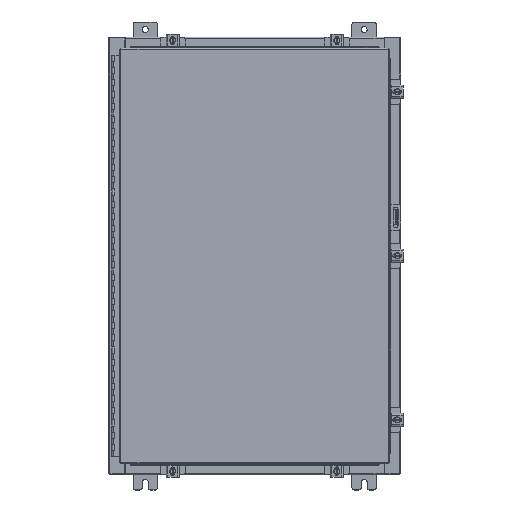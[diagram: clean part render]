
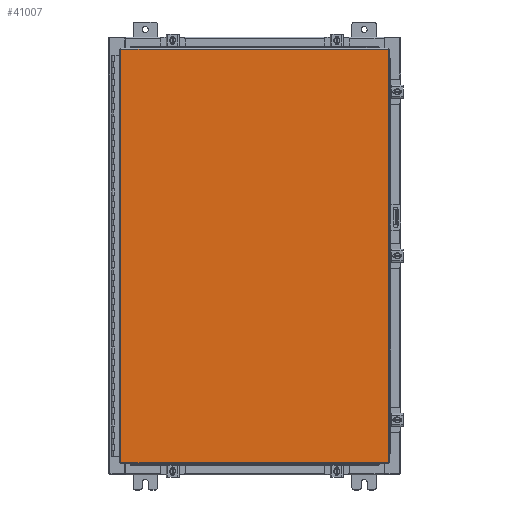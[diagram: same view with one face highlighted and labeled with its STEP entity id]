
A CAD part, top view. The second image highlights one B-rep face of the part: STEP entity #41007.
In plain terms, the highlighted planar face has unit normal (0, 0, 1).
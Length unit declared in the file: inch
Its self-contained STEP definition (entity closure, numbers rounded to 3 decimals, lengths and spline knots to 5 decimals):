
#63 = FACE_OUTER_BOUND ( 'NONE', #3954, .T. ) ;
#2254 = DIRECTION ( 'NONE',  ( 0., -1., 0. ) ) ;
#2333 = VERTEX_POINT ( 'NONE', #13436 ) ;
#2519 = CARTESIAN_POINT ( 'NONE',  ( -10.9903, 17.0063, 0. ) ) ;
#2532 = VERTEX_POINT ( 'NONE', #3910 ) ;
#2844 = LINE ( 'NONE', #31362, #20154 ) ;
#3665 = EDGE_CURVE ( 'NONE', #2333, #39009, #26382, .T. ) ;
#3910 = CARTESIAN_POINT ( 'NONE',  ( 10.9903, 17.0063, 0. ) ) ;
#3954 = EDGE_LOOP ( 'NONE', ( #17596, #29730, #15653, #4240 ) ) ;
#3986 = DIRECTION ( 'NONE',  ( 0., 0., -1. ) ) ;
#4240 = ORIENTED_EDGE ( 'NONE', *, *, #6809, .T. ) ;
#5402 = EDGE_CURVE ( 'NONE', #2532, #19852, #2844, .T. ) ;
#6809 = EDGE_CURVE ( 'NONE', #19852, #2333, #13299, .T. ) ;
#7616 = VECTOR ( 'NONE', #35708, 39.37008 ) ;
#12784 = EDGE_CURVE ( 'NONE', #39009, #2532, #41038, .T. ) ;
#13299 = LINE ( 'NONE', #2519, #20873 ) ;
#13436 = CARTESIAN_POINT ( 'NONE',  ( -10.9903, -17.0063, 0. ) ) ;
#15653 = ORIENTED_EDGE ( 'NONE', *, *, #5402, .T. ) ;
#16948 = PLANE ( 'NONE',  #37929 ) ;
#17596 = ORIENTED_EDGE ( 'NONE', *, *, #3665, .T. ) ;
#17742 = VECTOR ( 'NONE', #17975, 39.37008 ) ;
#17975 = DIRECTION ( 'NONE',  ( 1., 0., 0. ) ) ;
#19852 = VERTEX_POINT ( 'NONE', #20559 ) ;
#20154 = VECTOR ( 'NONE', #30896, 39.37008 ) ;
#20559 = CARTESIAN_POINT ( 'NONE',  ( -10.9903, 17.0063, 0. ) ) ;
#20873 = VECTOR ( 'NONE', #2254, 39.37008 ) ;
#26382 = LINE ( 'NONE', #37725, #17742 ) ;
#26738 = DIRECTION ( 'NONE',  ( -1., 0., 0. ) ) ;
#28453 = CARTESIAN_POINT ( 'NONE',  ( 10.9903, -17.0063, 0. ) ) ;
#29730 = ORIENTED_EDGE ( 'NONE', *, *, #12784, .T. ) ;
#30896 = DIRECTION ( 'NONE',  ( -1., 0., 0. ) ) ;
#31362 = CARTESIAN_POINT ( 'NONE',  ( 10.9903, 17.0063, 0. ) ) ;
#33062 = CARTESIAN_POINT ( 'NONE',  ( 0., 0., 0. ) ) ;
#35656 = CARTESIAN_POINT ( 'NONE',  ( 10.9903, -17.0063, 0. ) ) ;
#35708 = DIRECTION ( 'NONE',  ( 0., 1., 0. ) ) ;
#37725 = CARTESIAN_POINT ( 'NONE',  ( -10.9903, -17.0063, 0. ) ) ;
#37929 = AXIS2_PLACEMENT_3D ( 'NONE', #33062, #3986, #26738 ) ;
#39009 = VERTEX_POINT ( 'NONE', #28453 ) ;
#41007 = ADVANCED_FACE ( 'NONE', ( #63 ), #16948, .F. ) ;
#41038 = LINE ( 'NONE', #35656, #7616 ) ;
